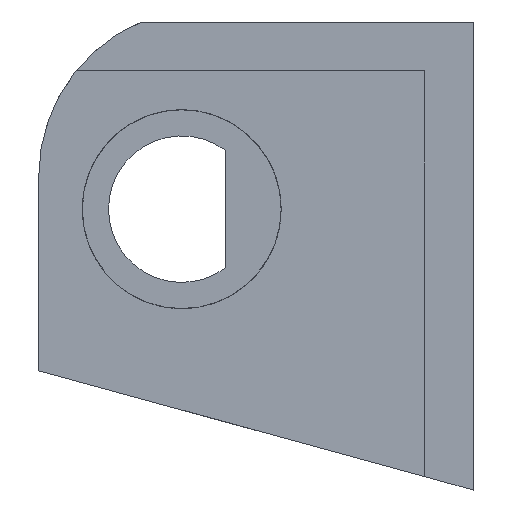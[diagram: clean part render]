
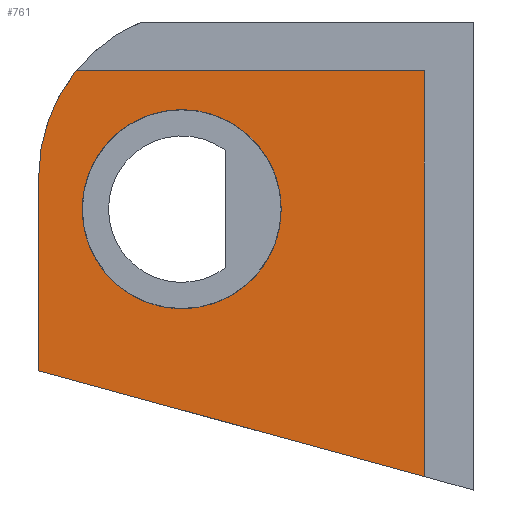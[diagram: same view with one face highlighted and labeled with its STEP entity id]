
A CAD part, left-side view. The second image highlights one B-rep face of the part: STEP entity #761.
In plain terms, the highlighted planar face has unit normal (-1, 0, 0).
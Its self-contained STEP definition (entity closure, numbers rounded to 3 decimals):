
#7 = CARTESIAN_POINT ( 'NONE',  ( 2.5, 15.6, -7.935 ) ) ;
#31 = CARTESIAN_POINT ( 'NONE',  ( 2.5, -0.025, -7.935 ) ) ;
#45 = DIRECTION ( 'NONE',  ( 1., 0., 0. ) ) ;
#48 = DIRECTION ( 'NONE',  ( 0., 0., -1. ) ) ;
#52 = LINE ( 'NONE', #7, #1082 ) ;
#59 = AXIS2_PLACEMENT_3D ( 'NONE', #499, #509, #530 ) ;
#84 = EDGE_LOOP ( 'NONE', ( #206, #255, #371, #899, #611 ) ) ;
#99 = LINE ( 'NONE', #695, #384 ) ;
#106 = AXIS2_PLACEMENT_3D ( 'NONE', #31, #45, #48 ) ;
#156 = CIRCLE ( 'NONE', #338, 2.85 ) ;
#171 = LINE ( 'NONE', #178, #1043 ) ;
#178 = CARTESIAN_POINT ( 'NONE',  ( 2.5, 4.54, -7.935 ) ) ;
#185 = FACE_BOUND ( 'NONE', #474, .T. ) ;
#186 = VECTOR ( 'NONE', #641, 1000. ) ;
#187 = CARTESIAN_POINT ( 'NONE',  ( 2.5, 11.5, 0.235 ) ) ;
#205 = EDGE_CURVE ( 'NONE', #664, #1109, #672, .T. ) ;
#206 = ORIENTED_EDGE ( 'NONE', *, *, #912, .F. ) ;
#255 = ORIENTED_EDGE ( 'NONE', *, *, #322, .F. ) ;
#265 = CARTESIAN_POINT ( 'NONE',  ( 2.5, 11.577, -2.614 ) ) ;
#280 = CARTESIAN_POINT ( 'NONE',  ( 2.5, 15.6, -4.399 ) ) ;
#281 = EDGE_CURVE ( 'NONE', #718, #824, #52, .T. ) ;
#310 = CARTESIAN_POINT ( 'NONE',  ( 2.5, 4.54, 4.201 ) ) ;
#322 = EDGE_CURVE ( 'NONE', #418, #360, #171, .T. ) ;
#338 = AXIS2_PLACEMENT_3D ( 'NONE', #456, #461, #463 ) ;
#360 = VERTEX_POINT ( 'NONE', #432 ) ;
#371 = ORIENTED_EDGE ( 'NONE', *, *, #845, .F. ) ;
#384 = VECTOR ( 'NONE', #632, 1000. ) ;
#414 = LINE ( 'NONE', #542, #186 ) ;
#418 = VERTEX_POINT ( 'NONE', #310 ) ;
#432 = CARTESIAN_POINT ( 'NONE',  ( 2.5, 4.54, -7.434 ) ) ;
#456 = CARTESIAN_POINT ( 'NONE',  ( 2.5, 11.5, 0.235 ) ) ;
#461 = DIRECTION ( 'NONE',  ( -1., 0., 0. ) ) ;
#463 = DIRECTION ( 'NONE',  ( 0., 0., 1. ) ) ;
#474 = EDGE_LOOP ( 'NONE', ( #662, #562 ) ) ;
#499 = CARTESIAN_POINT ( 'NONE',  ( 2.5, 10.804, 1.181 ) ) ;
#509 = DIRECTION ( 'NONE',  ( 1., 0., 0. ) ) ;
#530 = DIRECTION ( 'NONE',  ( 0., 0., -1. ) ) ;
#531 = DIRECTION ( 'NONE',  ( 0., 0., -1. ) ) ;
#542 = CARTESIAN_POINT ( 'NONE',  ( 2.5, 0.167, -8.634 ) ) ;
#562 = ORIENTED_EDGE ( 'NONE', *, *, #205, .F. ) ;
#580 = AXIS2_PLACEMENT_3D ( 'NONE', #187, #777, #774 ) ;
#598 = EDGE_CURVE ( 'NONE', #718, #911, #748, .T. ) ;
#602 = CARTESIAN_POINT ( 'NONE',  ( 2.5, 14.53, 4.201 ) ) ;
#611 = ORIENTED_EDGE ( 'NONE', *, *, #281, .T. ) ;
#631 = CARTESIAN_POINT ( 'NONE',  ( 2.5, 11.423, 3.084 ) ) ;
#632 = DIRECTION ( 'NONE',  ( 0., -1., 0. ) ) ;
#641 = DIRECTION ( 'NONE',  ( 0., 0.964, 0.265 ) ) ;
#662 = ORIENTED_EDGE ( 'NONE', *, *, #847, .F. ) ;
#664 = VERTEX_POINT ( 'NONE', #631 ) ;
#672 = CIRCLE ( 'NONE', #580, 2.85 ) ;
#695 = CARTESIAN_POINT ( 'NONE',  ( 2.5, -0.025, 4.201 ) ) ;
#718 = VERTEX_POINT ( 'NONE', #862 ) ;
#748 = CIRCLE ( 'NONE', #59, 4.796 ) ;
#761 = ADVANCED_FACE ( 'NONE', ( #865, #185 ), #966, .F. ) ;
#774 = DIRECTION ( 'NONE',  ( 0., 0., 1. ) ) ;
#777 = DIRECTION ( 'NONE',  ( -1., 0., 0. ) ) ;
#791 = DIRECTION ( 'NONE',  ( 0., 0., -1. ) ) ;
#824 = VERTEX_POINT ( 'NONE', #280 ) ;
#845 = EDGE_CURVE ( 'NONE', #911, #418, #99, .T. ) ;
#847 = EDGE_CURVE ( 'NONE', #1109, #664, #156, .T. ) ;
#862 = CARTESIAN_POINT ( 'NONE',  ( 2.5, 15.6, 1.181 ) ) ;
#865 = FACE_OUTER_BOUND ( 'NONE', #84, .T. ) ;
#899 = ORIENTED_EDGE ( 'NONE', *, *, #598, .F. ) ;
#911 = VERTEX_POINT ( 'NONE', #602 ) ;
#912 = EDGE_CURVE ( 'NONE', #360, #824, #414, .T. ) ;
#966 = PLANE ( 'NONE',  #106 ) ;
#1043 = VECTOR ( 'NONE', #531, 1000. ) ;
#1082 = VECTOR ( 'NONE', #791, 1000. ) ;
#1109 = VERTEX_POINT ( 'NONE', #265 ) ;
